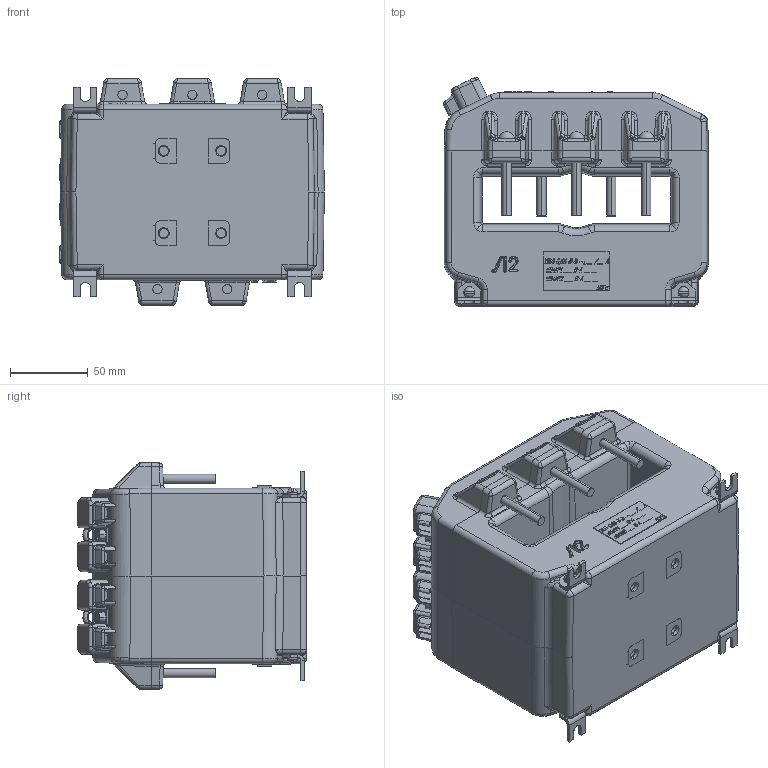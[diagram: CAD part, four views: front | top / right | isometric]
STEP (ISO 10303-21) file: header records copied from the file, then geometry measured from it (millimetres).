
FILE_DESCRIPTION (( 'STEP AP203' ), '1' );
FILE_NAME ('ÒØË-0,66-III-3-2.STEP', '2020-06-03T04:19:14', ( '' ), ( '' ), 'SwSTEP 2.0', 'SolidWorks 2010', '' );
FILE_SCHEMA (( 'CONFIG_CONTROL_DESIGN' ));
Products named in the file (1): ﾒﾘﾋ-0,66-III-3-2
Bounding box: 170.52 x 147.39 x 146 mm (x, y, z)
Surface area: 165155.6 mm2 (no closed solid volume)
Topology: 0 solids, 163 shells, 1839 faces, 10558 edges, 8721 vertices
Faces by surface type: plane 903, bspline 424, cylinder 360, cone 96, sphere 52, torus 4
Entity records: 140402 total; most frequent: CARTESIAN_POINT 71721, ORIENTED_EDGE 13859, EDGE_CURVE 10500, DIRECTION 9973, VERTEX_POINT 8721, VECTOR 5107, LINE 5107, B_SPLINE_CURVE_WITH_KNOTS 3876
